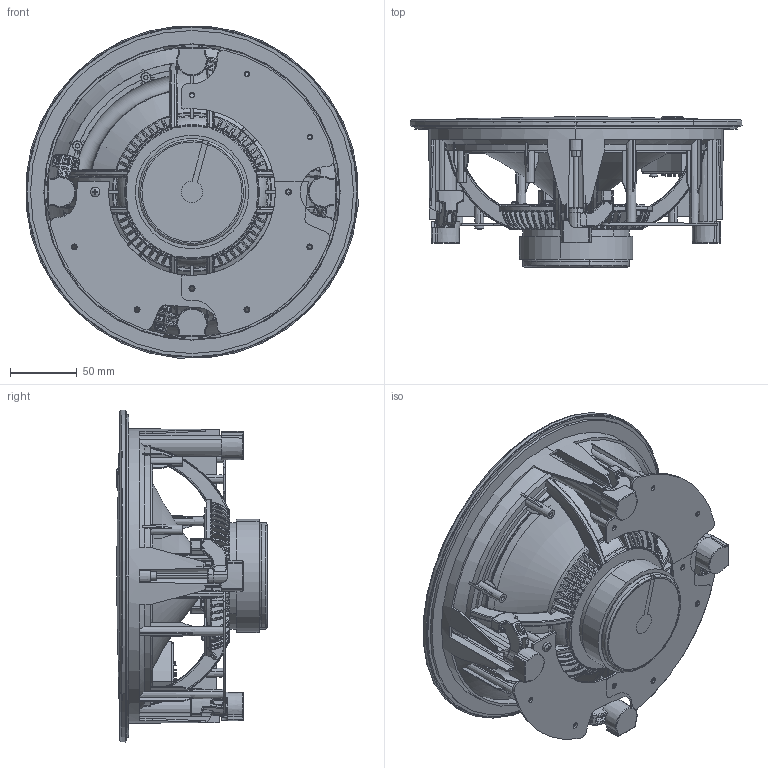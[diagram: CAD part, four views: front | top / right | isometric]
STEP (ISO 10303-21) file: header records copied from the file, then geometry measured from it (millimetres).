
FILE_DESCRIPTION (( 'STEP AP214' ), '1' );
FILE_NAME ('100_ICW_8.STEP', '2026-01-29T16:26:30', ( '' ), ( '' ), 'SwSTEP 2.0', 'SolidWorks 2022', '' );
FILE_SCHEMA (( 'AUTOMOTIVE_DESIGN' ));
Length unit declared in the file: millimetre
Products named in the file (1): 100_ICW_8
Bounding box: 248.79 x 112.82 x 248.79 mm (x, y, z)
Volume: 624259 mm3; surface area: 647218.9 mm2
Topology: 52 solids, 55 shells, 7603 faces, 16251 edges, 8655 vertices
Faces by surface type: plane 4311, bspline 1099, cylinder 811, cone 555, torus 522, sphere 305
Entity records: 323745 total; most frequent: CARTESIAN_POINT 90561, ORIENTED_EDGE 32284, DIRECTION 28979, EDGE_CURVE 16142, AXIS2_PLACEMENT_3D 10700, VERTEX_POINT 8651, EDGE_LOOP 7797, FACE_OUTER_BOUND 7603
